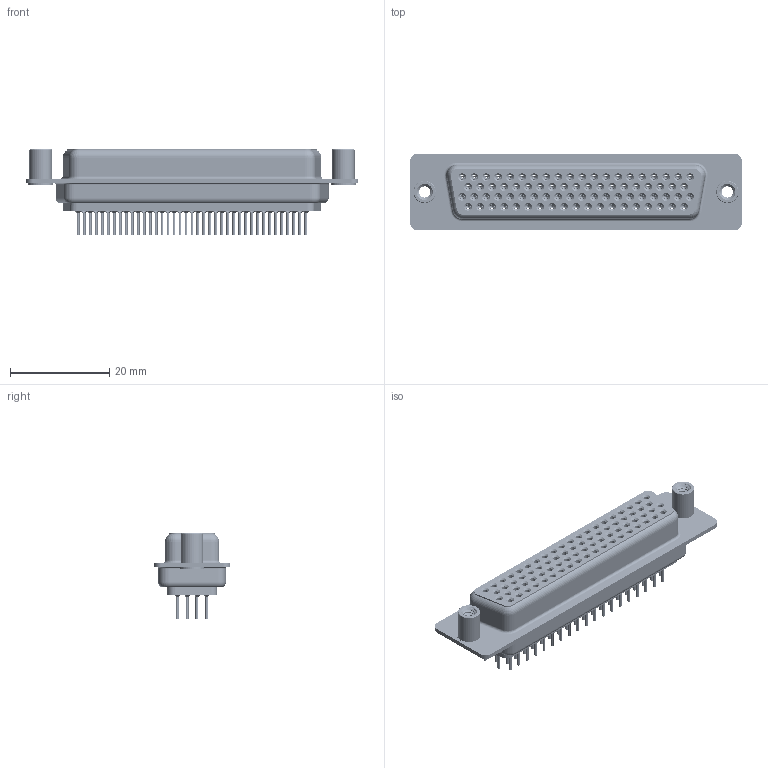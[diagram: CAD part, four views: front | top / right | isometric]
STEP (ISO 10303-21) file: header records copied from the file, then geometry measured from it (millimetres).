
FILE_DESCRIPTION (( 'STEP AP203' ), '1' );
FILE_NAME ('638-078-330-068.STEP', '2020-07-20T04:15:32', ( '' ), ( '' ), 'SwSTEP 2.0', 'SolidWorks 2020', '' );
FILE_SCHEMA (( 'CONFIG_CONTROL_DESIGN' ));
Length unit declared in the file: millimetre
Products named in the file (9): 638 Shell Front_78 Contacts; 638 Contact Row 2_30; 638 Housing_78 Contacts; 638-078-330-068; 638 Shell Rear_78 Contacts; 638 Contact Row 3_30; 638 Contact Row 78_30; 638 Contact Row 1_30; 638 4-40 Threaded Standoff
Assembly tree (83 placements, depth 2):
  638-078-330-068
    638 Housing_78 Contacts
    638 Shell Front_78 Contacts
    638 Shell Rear_78 Contacts
    638 Contact Row 1_30  x19
    638 Contact Row 2_30  x20
    638 Contact Row 3_30  x19
    638 Contact Row 78_30  x20
    638 4-40 Threaded Standoff  x2
Bounding box: 67 x 15.4 x 17.3 mm (x, y, z)
Volume: 5938.3 mm3; surface area: 20717.3 mm2
Topology: 83 solids, 83 shells, 10219 faces, 26009 edges, 16125 vertices
Faces by surface type: cylinder 2739, plane 2487, torus 2125, bspline 1566, cone 1302
Entity records: 58519 total; most frequent: CARTESIAN_POINT 15029, DIRECTION 9082, ORIENTED_EDGE 8000, EDGE_CURVE 4000, AXIS2_PLACEMENT_3D 3849, VERTEX_POINT 2533, EDGE_LOOP 2141, CIRCLE 2119
